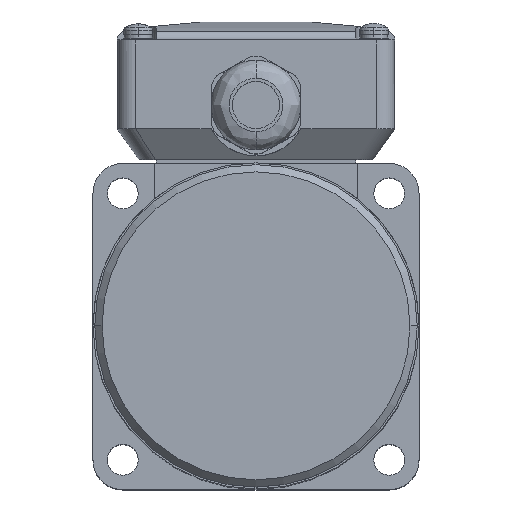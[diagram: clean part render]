
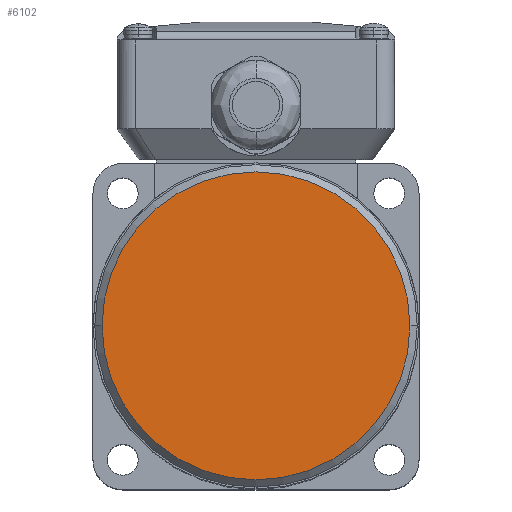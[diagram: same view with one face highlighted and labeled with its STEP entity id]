
A CAD part, top view. The second image highlights one B-rep face of the part: STEP entity #6102.
In plain terms, the highlighted planar face has unit normal (0, 0, 1).
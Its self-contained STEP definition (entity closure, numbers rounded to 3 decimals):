
#212 = AXIS2_PLACEMENT_3D ( 'NONE', #1785, #1786, #1787 ) ;
#505 = EDGE_LOOP ( 'NONE', ( #2913, #2261 ) ) ;
#788 = VERTEX_POINT ( 'NONE', #7560 ) ;
#932 = VERTEX_POINT ( 'NONE', #7556 ) ;
#1519 = AXIS2_PLACEMENT_3D ( 'NONE', #6238, #6239, #6240 ) ;
#1521 = CIRCLE ( 'NONE', #1519, 42.5 ) ;
#1784 = PLANE ( 'NONE',  #212 ) ;
#1785 = CARTESIAN_POINT ( 'NONE',  ( 0., 44.5, 120. ) ) ;
#1786 = DIRECTION ( 'NONE',  ( 0., 0., 1. ) ) ;
#1787 = DIRECTION ( 'NONE',  ( 0., -1., 0. ) ) ;
#2261 = ORIENTED_EDGE ( 'NONE', *, *, #5169, .F. ) ;
#2913 = ORIENTED_EDGE ( 'NONE', *, *, #7828, .F. ) ;
#3897 = CARTESIAN_POINT ( 'NONE',  ( 0., 0., 120. ) ) ;
#3898 = DIRECTION ( 'NONE',  ( 0., 0., -1. ) ) ;
#3899 = DIRECTION ( 'NONE',  ( -1., 0., 0. ) ) ;
#5169 = EDGE_CURVE ( 'NONE', #788, #932, #1521, .T. ) ;
#6102 = ADVANCED_FACE ( 'NONE', ( #8721 ), #1784, .T. ) ;
#6238 = CARTESIAN_POINT ( 'NONE',  ( 0., 0., 120. ) ) ;
#6239 = DIRECTION ( 'NONE',  ( 0., 0., -1. ) ) ;
#6240 = DIRECTION ( 'NONE',  ( -1., 0., 0. ) ) ;
#7019 = CIRCLE ( 'NONE', #7030, 42.5 ) ;
#7030 = AXIS2_PLACEMENT_3D ( 'NONE', #3897, #3898, #3899 ) ;
#7556 = CARTESIAN_POINT ( 'NONE',  ( -42.5, 0., 120. ) ) ;
#7560 = CARTESIAN_POINT ( 'NONE',  ( 42.5, 0., 120. ) ) ;
#7828 = EDGE_CURVE ( 'NONE', #932, #788, #7019, .T. ) ;
#8721 = FACE_OUTER_BOUND ( 'NONE', #505, .T. ) ;
